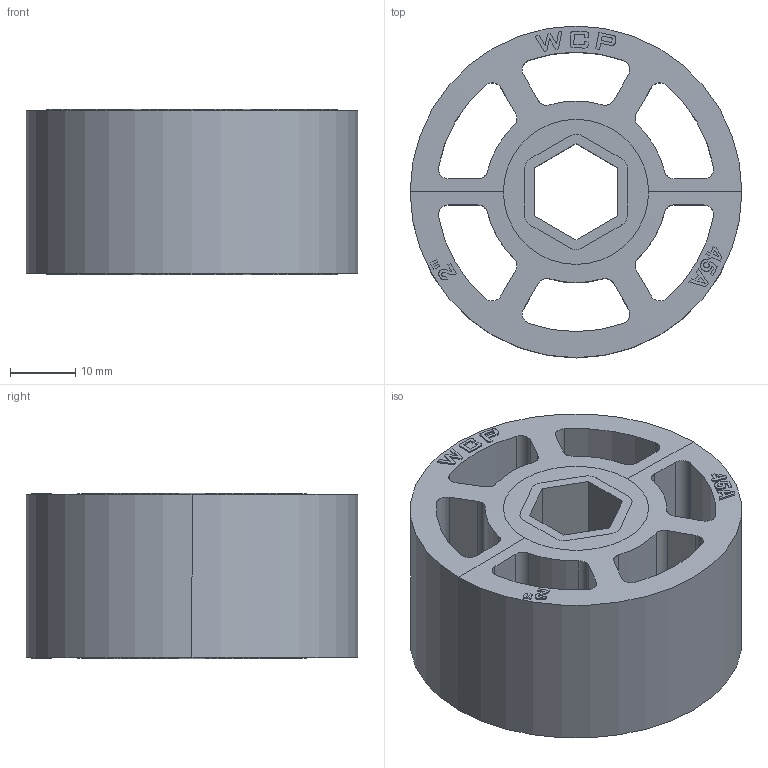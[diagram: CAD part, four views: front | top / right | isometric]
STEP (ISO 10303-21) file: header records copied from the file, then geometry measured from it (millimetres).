
FILE_DESCRIPTION (( 'STEP AP214' ), '1' );
FILE_NAME ('WCP-1297.step', '2025-02-12T21:27:34', ( '' ), ( '' ), 'SwSTEP 2.0', 'SolidWorks 2022', '' );
FILE_SCHEMA (( 'AUTOMOTIVE_DESIGN' ));
Length unit declared in the file: inch
Products named in the file (3): WCP-1293-001 Rev1; 2.000in x 1.000in Straight Flex Wheel (0.500in Hex) Overmold Rev1_45A; WCP-1297
Assembly tree (2 placements, depth 2):
  WCP-1297
    WCP-1293-001 Rev1
    2.000in x 1.000in Straight Flex Wheel (0.500in Hex) Overmold Rev1_45A
Bounding box: 50.8 x 50.8 x 25.4 mm (x, y, z)
Volume: 31378.9 mm3; surface area: 22290.4 mm2
Topology: 2 solids, 2 shells, 1106 faces, 2772 edges, 1650 vertices
Faces by surface type: bspline 352, plane 348, cylinder 316, torus 64, cone 26
Entity records: 42798 total; most frequent: CARTESIAN_POINT 19725, ORIENTED_EDGE 5544, DIRECTION 3824, EDGE_CURVE 2772, VERTEX_POINT 1650, AXIS2_PLACEMENT_3D 1375, EDGE_LOOP 1150, FACE_OUTER_BOUND 1106
